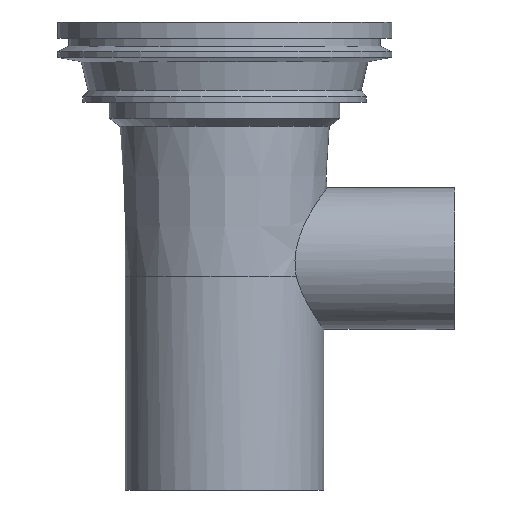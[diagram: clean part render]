
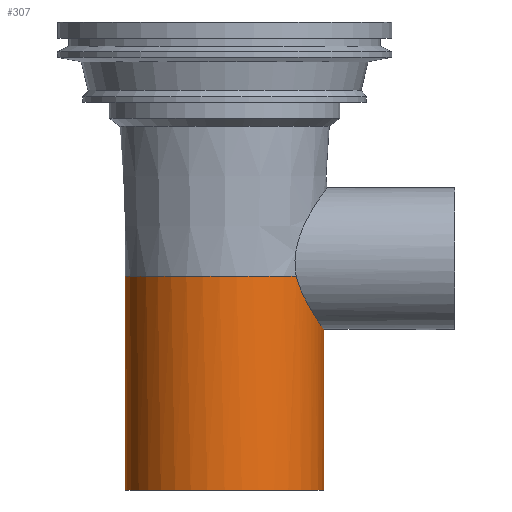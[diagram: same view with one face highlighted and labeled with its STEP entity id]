
A CAD part, left-side view. The second image highlights one B-rep face of the part: STEP entity #307.
In plain terms, the highlighted cylindrical face has radius 37.143 mm (diameter 74.286 mm), a full revolution.
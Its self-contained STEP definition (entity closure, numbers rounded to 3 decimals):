
#40=CIRCLE('',#351,37.143);
#42=CIRCLE('',#354,37.143);
#74=ORIENTED_EDGE('',*,*,#131,.T.);
#75=ORIENTED_EDGE('',*,*,#132,.F.);
#76=ORIENTED_EDGE('',*,*,#129,.F.);
#129=EDGE_CURVE('',#157,#158,#40,.T.);
#131=EDGE_CURVE('',#160,#160,#42,.T.);
#132=EDGE_CURVE('',#158,#157,#183,.T.);
#157=VERTEX_POINT('',#595);
#158=VERTEX_POINT('',#596);
#160=VERTEX_POINT('',#602);
#183=B_SPLINE_CURVE_WITH_KNOTS('',3,(#603,#604,#605,#606,#607,#608,#609,
#610,#611,#612,#613,#614,#615,#616,#617,#618,#619,#620,#621,#622),
 .UNSPECIFIED.,.F.,.F.,(4,1,1,1,1,1,1,1,1,1,1,1,1,1,1,1,1,4),(0.05,
0.054,0.059,0.063,0.068,
0.073,0.077,0.082,0.086,
0.091,0.093,0.095,0.1,
0.105,0.109,0.114,0.118,
0.123),.UNSPECIFIED.);
#192=EDGE_LOOP('',(#74));
#193=EDGE_LOOP('',(#75,#76));
#246=FACE_BOUND('',#192,.T.);
#247=FACE_BOUND('',#193,.T.);
#294=CYLINDRICAL_SURFACE('',#353,37.143);
#307=ADVANCED_FACE('',(#246,#247),#294,.T.);
#351=AXIS2_PLACEMENT_3D('',#597,#414,#415);
#353=AXIS2_PLACEMENT_3D('',#600,#418,#419);
#354=AXIS2_PLACEMENT_3D('',#601,#420,#421);
#414=DIRECTION('',(0.,0.,1.));
#415=DIRECTION('',(1.,0.,0.));
#418=DIRECTION('',(0.,0.,1.));
#419=DIRECTION('',(1.,0.,0.));
#420=DIRECTION('',(0.,0.,1.));
#421=DIRECTION('',(1.,0.,0.));
#595=CARTESIAN_POINT('',(25.69,-26.825,-95.));
#596=CARTESIAN_POINT('',(-25.69,-26.825,-95.));
#597=CARTESIAN_POINT('',(0.,0.,-95.));
#600=CARTESIAN_POINT('',(0.,0.,50.));
#601=CARTESIAN_POINT('',(0.,0.,-175.));
#602=CARTESIAN_POINT('',(37.143,0.,-175.));
#603=CARTESIAN_POINT('',(-25.69,-26.825,-95.));
#604=CARTESIAN_POINT('',(-25.325,-27.176,-96.445));
#605=CARTESIAN_POINT('',(-24.369,-28.063,-99.21));
#606=CARTESIAN_POINT('',(-22.306,-29.746,-103.015));
#607=CARTESIAN_POINT('',(-19.749,-31.518,-106.339));
#608=CARTESIAN_POINT('',(-16.618,-33.288,-109.289));
#609=CARTESIAN_POINT('',(-13.085,-34.841,-111.681));
#610=CARTESIAN_POINT('',(-9.025,-36.118,-113.551));
#611=CARTESIAN_POINT('',(-4.665,-36.943,-114.72));
#612=CARTESIAN_POINT('',(-0.029,-37.239,-115.134));
#613=CARTESIAN_POINT('',(3.768,-37.006,-114.809));
#614=CARTESIAN_POINT('',(6.765,-36.545,-114.156));
#615=CARTESIAN_POINT('',(9.62,-35.927,-113.271));
#616=CARTESIAN_POINT('',(13.017,-34.868,-111.721));
#617=CARTESIAN_POINT('',(16.596,-33.3,-109.308));
#618=CARTESIAN_POINT('',(19.727,-31.531,-106.363));
#619=CARTESIAN_POINT('',(22.299,-29.752,-103.027));
#620=CARTESIAN_POINT('',(24.368,-28.065,-99.214));
#621=CARTESIAN_POINT('',(25.323,-27.178,-96.454));
#622=CARTESIAN_POINT('',(25.69,-26.825,-95.));
